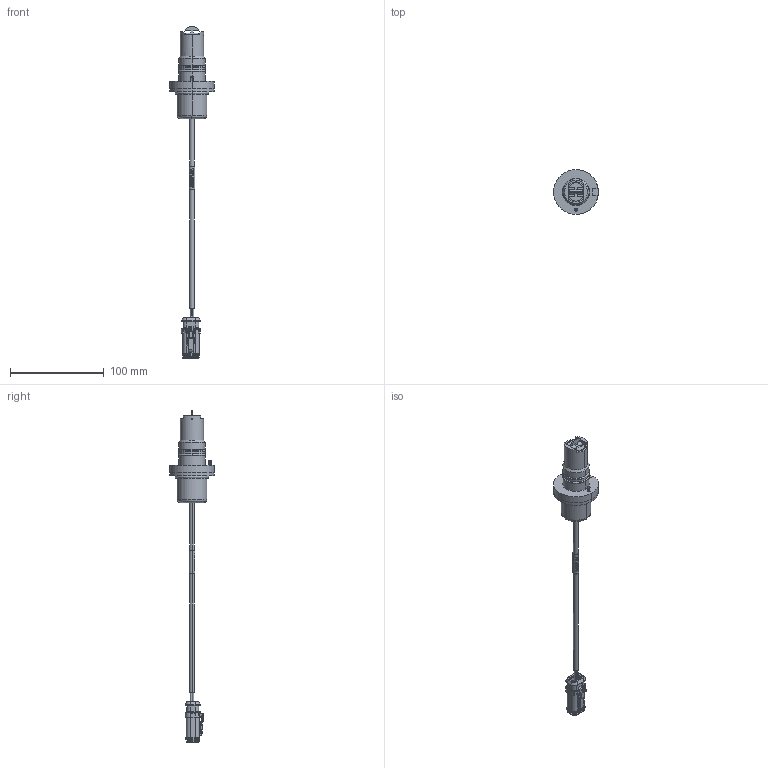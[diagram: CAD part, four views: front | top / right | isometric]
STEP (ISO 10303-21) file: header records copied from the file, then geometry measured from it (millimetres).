
FILE_DESCRIPTION((''),'2;1');
FILE_NAME('B46179_SW0001','2012-07-20T',('mhart'),(''),'PRO/ENGINEER BY PARAMETRIC TECHNOLOGY CORPORATION, 2011310','PRO/ENGINEER BY PARAMETRIC TECHNOLOGY CORPORATION, 2011310','');
FILE_SCHEMA(('CONFIG_CONTROL_DESIGN'));
Length unit declared in the file: inch
Products named in the file (1): B46179_SW0001
Bounding box: 47.93 x 47.93 x 355.02 mm (x, y, z)
Surface area: 23553.8 mm2 (no closed solid volume)
Topology: 0 solids, 263 shells, 362 faces, 2769 edges, 2664 vertices
Faces by surface type: cylinder 166, plane 113, torus 49, cone 13, bspline 13, sphere 8
Entity records: 27968 total; most frequent: CARTESIAN_POINT 9123, DIRECTION 3353, ORIENTED_EDGE 2994, EDGE_CURVE 2769, VERTEX_POINT 2664, VECTOR 1455, LINE 1455, AXIS2_PLACEMENT_3D 949
